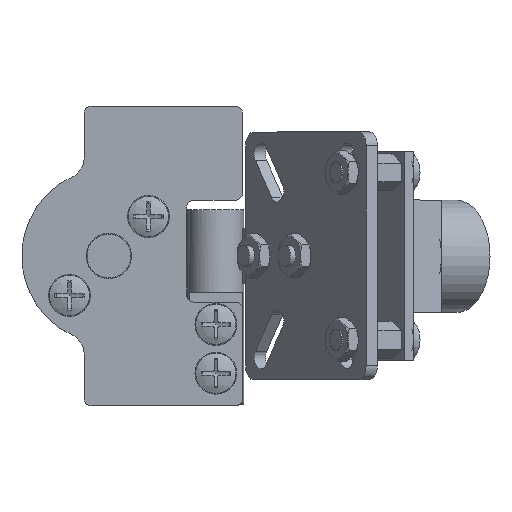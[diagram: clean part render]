
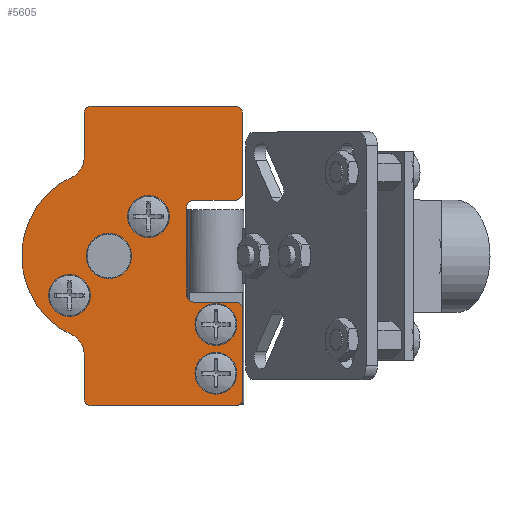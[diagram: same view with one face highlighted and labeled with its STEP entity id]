
A CAD part, top view. The second image highlights one B-rep face of the part: STEP entity #5605.
In plain terms, the highlighted planar face has unit normal (0, 0, 1).
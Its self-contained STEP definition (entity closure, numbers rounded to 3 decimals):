
#4442=CARTESIAN_POINT('',(13.912,-7.6,117.4));
#4443=VERTEX_POINT('',#4442);
#4450=CARTESIAN_POINT('',(13.912,-20.45,117.4));
#4451=VERTEX_POINT('',#4450);
#4452=CARTESIAN_POINT('',(13.912,-7.6,117.4));
#4453=DIRECTION('',(0.,-1.,0.));
#4454=VECTOR('',#4453,12.85);
#4455=LINE('',#4452,#4454);
#4456=EDGE_CURVE('',#4443,#4451,#4455,.T.);
#5041=CARTESIAN_POINT('',(-10.497,-11.33,117.4));
#5042=VERTEX_POINT('',#5041);
#5050=CARTESIAN_POINT('',(-8.764,-14.05,117.4));
#5051=VERTEX_POINT('',#5050);
#5058=CARTESIAN_POINT('',(-11.764,-14.05,117.4));
#5059=DIRECTION('',(1.,0.,0.));
#5060=DIRECTION('',(0.,0.,1.));
#5061=AXIS2_PLACEMENT_3D('',#5058,#5060,#5059);
#5062=CIRCLE('',#5061,3.);
#5063=EDGE_CURVE('',#5051,#5042,#5062,.T.);
#5075=CARTESIAN_POINT('',(-10.497,11.33,117.4));
#5076=VERTEX_POINT('',#5075);
#5077=CARTESIAN_POINT('',(-5.218,0.,117.4));
#5078=DIRECTION('',(-0.422,-0.906,0.));
#5079=DIRECTION('',(0.,0.,-1.));
#5080=AXIS2_PLACEMENT_3D('',#5077,#5079,#5078);
#5081=CIRCLE('',#5080,12.5);
#5082=EDGE_CURVE('',#5042,#5076,#5081,.T.);
#5098=CARTESIAN_POINT('',(-8.764,14.05,117.4));
#5099=VERTEX_POINT('',#5098);
#5108=CARTESIAN_POINT('',(-11.764,14.05,117.4));
#5109=DIRECTION('',(0.422,-0.906,0.));
#5110=DIRECTION('',(0.,0.,1.));
#5111=AXIS2_PLACEMENT_3D('',#5108,#5110,#5109);
#5112=CIRCLE('',#5111,3.);
#5113=EDGE_CURVE('',#5076,#5099,#5112,.T.);
#5123=CARTESIAN_POINT('',(-8.764,20.45,117.4));
#5124=VERTEX_POINT('',#5123);
#5133=CARTESIAN_POINT('',(-8.764,14.05,117.4));
#5134=DIRECTION('',(0.,1.,0.));
#5135=VECTOR('',#5134,6.4);
#5136=LINE('',#5133,#5135);
#5137=EDGE_CURVE('',#5099,#5124,#5136,.T.);
#5148=CARTESIAN_POINT('',(-7.764,21.45,117.4));
#5149=VERTEX_POINT('',#5148);
#5150=CARTESIAN_POINT('',(-7.764,20.45,117.4));
#5151=DIRECTION('',(-1.,0.,0.));
#5152=DIRECTION('',(0.,0.,-1.));
#5153=AXIS2_PLACEMENT_3D('',#5150,#5152,#5151);
#5154=CIRCLE('',#5153,1.);
#5155=EDGE_CURVE('',#5124,#5149,#5154,.T.);
#5174=CARTESIAN_POINT('',(12.912,21.45,117.4));
#5175=VERTEX_POINT('',#5174);
#5176=CARTESIAN_POINT('',(-7.764,21.45,117.4));
#5177=DIRECTION('',(1.,0.,0.));
#5178=VECTOR('',#5177,20.676);
#5179=LINE('',#5176,#5178);
#5180=EDGE_CURVE('',#5149,#5175,#5179,.T.);
#5197=CARTESIAN_POINT('',(13.912,20.45,117.4));
#5198=VERTEX_POINT('',#5197);
#5199=CARTESIAN_POINT('',(12.912,20.45,117.4));
#5200=DIRECTION('',(0.,1.,0.));
#5201=DIRECTION('',(0.,0.,-1.));
#5202=AXIS2_PLACEMENT_3D('',#5199,#5201,#5200);
#5203=CIRCLE('',#5202,1.);
#5204=EDGE_CURVE('',#5175,#5198,#5203,.T.);
#5223=CARTESIAN_POINT('',(13.912,9.,117.4));
#5224=VERTEX_POINT('',#5223);
#5225=CARTESIAN_POINT('',(13.912,20.45,117.4));
#5226=DIRECTION('',(0.,-1.,0.));
#5227=VECTOR('',#5226,11.45);
#5228=LINE('',#5225,#5227);
#5229=EDGE_CURVE('',#5198,#5224,#5228,.T.);
#5247=CARTESIAN_POINT('',(12.912,8.,117.4));
#5248=VERTEX_POINT('',#5247);
#5249=CARTESIAN_POINT('',(12.912,9.,117.4));
#5250=DIRECTION('',(1.,0.,0.));
#5251=DIRECTION('',(0.,0.,-1.));
#5252=AXIS2_PLACEMENT_3D('',#5249,#5251,#5250);
#5253=CIRCLE('',#5252,1.);
#5254=EDGE_CURVE('',#5224,#5248,#5253,.T.);
#5272=CARTESIAN_POINT('',(6.912,8.,117.4));
#5273=VERTEX_POINT('',#5272);
#5274=CARTESIAN_POINT('',(12.912,8.,117.4));
#5275=DIRECTION('',(-1.,0.,0.));
#5276=VECTOR('',#5275,6.);
#5277=LINE('',#5274,#5276);
#5278=EDGE_CURVE('',#5248,#5273,#5277,.T.);
#5294=CARTESIAN_POINT('',(5.912,7.,117.4));
#5295=VERTEX_POINT('',#5294);
#5304=CARTESIAN_POINT('',(6.912,7.,117.4));
#5305=DIRECTION('',(0.,1.,0.));
#5306=DIRECTION('',(0.,0.,1.));
#5307=AXIS2_PLACEMENT_3D('',#5304,#5306,#5305);
#5308=CIRCLE('',#5307,1.);
#5309=EDGE_CURVE('',#5273,#5295,#5308,.T.);
#5321=CARTESIAN_POINT('',(5.912,-5.6,117.4));
#5322=VERTEX_POINT('',#5321);
#5323=CARTESIAN_POINT('',(5.912,7.,117.4));
#5324=DIRECTION('',(0.,-1.,0.));
#5325=VECTOR('',#5324,12.6);
#5326=LINE('',#5323,#5325);
#5327=EDGE_CURVE('',#5295,#5322,#5326,.T.);
#5343=CARTESIAN_POINT('',(6.912,-6.6,117.4));
#5344=VERTEX_POINT('',#5343);
#5354=CARTESIAN_POINT('',(6.912,-5.6,117.4));
#5355=DIRECTION('',(-1.,0.,0.));
#5356=DIRECTION('',(0.,0.,1.));
#5357=AXIS2_PLACEMENT_3D('',#5354,#5356,#5355);
#5358=CIRCLE('',#5357,1.);
#5359=EDGE_CURVE('',#5322,#5344,#5358,.T.);
#5372=CARTESIAN_POINT('',(12.912,-21.45,117.4));
#5373=VERTEX_POINT('',#5372);
#5374=CARTESIAN_POINT('',(12.912,-20.45,117.4));
#5375=DIRECTION('',(1.,0.,0.));
#5376=DIRECTION('',(0.,0.,-1.));
#5377=AXIS2_PLACEMENT_3D('',#5374,#5376,#5375);
#5378=CIRCLE('',#5377,1.);
#5379=EDGE_CURVE('',#4451,#5373,#5378,.T.);
#5397=CARTESIAN_POINT('',(-7.764,-21.45,117.4));
#5398=VERTEX_POINT('',#5397);
#5399=CARTESIAN_POINT('',(12.912,-21.45,117.4));
#5400=DIRECTION('',(-1.,0.,0.));
#5401=VECTOR('',#5400,20.676);
#5402=LINE('',#5399,#5401);
#5403=EDGE_CURVE('',#5373,#5398,#5402,.T.);
#5419=CARTESIAN_POINT('',(-8.764,-20.45,117.4));
#5420=VERTEX_POINT('',#5419);
#5429=CARTESIAN_POINT('',(-7.764,-20.45,117.4));
#5430=DIRECTION('',(0.,-1.,0.));
#5431=DIRECTION('',(0.,0.,-1.));
#5432=AXIS2_PLACEMENT_3D('',#5429,#5431,#5430);
#5433=CIRCLE('',#5432,1.);
#5434=EDGE_CURVE('',#5398,#5420,#5433,.T.);
#5446=CARTESIAN_POINT('',(-8.764,-20.45,117.4));
#5447=DIRECTION('',(0.,1.,0.));
#5448=VECTOR('',#5447,6.4);
#5449=LINE('',#5446,#5448);
#5450=EDGE_CURVE('',#5420,#5051,#5449,.T.);
#5488=CARTESIAN_POINT('',(12.912,-6.6,117.4));
#5489=VERTEX_POINT('',#5488);
#5490=CARTESIAN_POINT('',(6.912,-6.6,117.4));
#5491=DIRECTION('',(1.,0.,0.));
#5492=VECTOR('',#5491,6.);
#5493=LINE('',#5490,#5492);
#5494=EDGE_CURVE('',#5344,#5489,#5493,.T.);
#5511=CARTESIAN_POINT('',(12.912,-7.6,117.4));
#5512=DIRECTION('',(0.,1.,0.));
#5513=DIRECTION('',(0.,0.,-1.));
#5514=AXIS2_PLACEMENT_3D('',#5511,#5513,#5512);
#5515=CIRCLE('',#5514,1.);
#5516=EDGE_CURVE('',#5489,#4443,#5515,.T.);
#5523=CARTESIAN_POINT('',(-1.903,0.,117.4));
#5524=DIRECTION('',(0.,1.,0.));
#5525=DIRECTION('',(0.,0.,1.));
#5526=AXIS2_PLACEMENT_3D('',#5523,#5525,#5524);
#5527=PLANE('',#5526);
#5528=ORIENTED_EDGE('',*,*,#5450,.F.);
#5529=ORIENTED_EDGE('',*,*,#5434,.F.);
#5530=ORIENTED_EDGE('',*,*,#5403,.F.);
#5531=ORIENTED_EDGE('',*,*,#5379,.F.);
#5532=ORIENTED_EDGE('',*,*,#4456,.F.);
#5533=ORIENTED_EDGE('',*,*,#5516,.F.);
#5534=ORIENTED_EDGE('',*,*,#5494,.F.);
#5535=ORIENTED_EDGE('',*,*,#5359,.F.);
#5536=ORIENTED_EDGE('',*,*,#5327,.F.);
#5537=ORIENTED_EDGE('',*,*,#5309,.F.);
#5538=ORIENTED_EDGE('',*,*,#5278,.F.);
#5539=ORIENTED_EDGE('',*,*,#5254,.F.);
#5540=ORIENTED_EDGE('',*,*,#5229,.F.);
#5541=ORIENTED_EDGE('',*,*,#5204,.F.);
#5542=ORIENTED_EDGE('',*,*,#5180,.F.);
#5543=ORIENTED_EDGE('',*,*,#5155,.F.);
#5544=ORIENTED_EDGE('',*,*,#5137,.F.);
#5545=ORIENTED_EDGE('',*,*,#5113,.F.);
#5546=ORIENTED_EDGE('',*,*,#5082,.F.);
#5547=ORIENTED_EDGE('',*,*,#5063,.F.);
#5548=EDGE_LOOP('',(#5528,#5529,#5530,#5531,#5532,#5533,#5534,#5535,#5536,#5537,#5538,#5539,#5540,#5541,#5542,#5543,#5544,#5545,#5546,#5547));
#5549=FACE_OUTER_BOUND('',#5548,.T.);
#5550=CARTESIAN_POINT('',(-5.218,3.25,117.4));
#5551=VERTEX_POINT('',#5550);
#5552=CARTESIAN_POINT('',(-5.218,0.,117.4));
#5553=DIRECTION('',(0.,1.,0.));
#5554=DIRECTION('',(0.,0.,-1.));
#5555=AXIS2_PLACEMENT_3D('',#5552,#5554,#5553);
#5556=CIRCLE('',#5555,3.25);
#5557=EDGE_CURVE('',#5551,#5551,#5556,.T.);
#5558=ORIENTED_EDGE('',*,*,#5557,.T.);
#5559=EDGE_LOOP('',(#5558));
#5560=FACE_BOUND('',#5559,.T.);
#5561=CARTESIAN_POINT('',(13.112,-16.8,117.4));
#5562=VERTEX_POINT('',#5561);
#5563=CARTESIAN_POINT('',(10.112,-16.8,117.4));
#5564=DIRECTION('',(1.,0.,0.));
#5565=DIRECTION('',(0.,0.,-1.));
#5566=AXIS2_PLACEMENT_3D('',#5563,#5565,#5564);
#5567=CIRCLE('',#5566,3.);
#5568=EDGE_CURVE('',#5562,#5562,#5567,.T.);
#5569=ORIENTED_EDGE('',*,*,#5568,.T.);
#5570=EDGE_LOOP('',(#5569));
#5571=FACE_BOUND('',#5570,.T.);
#5572=CARTESIAN_POINT('',(-13.875,-5.657,117.4));
#5573=VERTEX_POINT('',#5572);
#5574=CARTESIAN_POINT('',(-10.875,-5.657,117.4));
#5575=DIRECTION('',(-1.,0.,0.));
#5576=DIRECTION('',(0.,0.,-1.));
#5577=AXIS2_PLACEMENT_3D('',#5574,#5576,#5575);
#5578=CIRCLE('',#5577,3.);
#5579=EDGE_CURVE('',#5573,#5573,#5578,.T.);
#5580=ORIENTED_EDGE('',*,*,#5579,.T.);
#5581=EDGE_LOOP('',(#5580));
#5582=FACE_BOUND('',#5581,.T.);
#5583=CARTESIAN_POINT('',(13.112,-9.8,117.4));
#5584=VERTEX_POINT('',#5583);
#5585=CARTESIAN_POINT('',(10.112,-9.8,117.4));
#5586=DIRECTION('',(1.,0.,0.));
#5587=DIRECTION('',(0.,0.,-1.));
#5588=AXIS2_PLACEMENT_3D('',#5585,#5587,#5586);
#5589=CIRCLE('',#5588,3.);
#5590=EDGE_CURVE('',#5584,#5584,#5589,.T.);
#5591=ORIENTED_EDGE('',*,*,#5590,.T.);
#5592=EDGE_LOOP('',(#5591));
#5593=FACE_BOUND('',#5592,.T.);
#5594=CARTESIAN_POINT('',(3.439,5.657,117.4));
#5595=VERTEX_POINT('',#5594);
#5596=CARTESIAN_POINT('',(0.439,5.657,117.4));
#5597=DIRECTION('',(1.,0.,0.));
#5598=DIRECTION('',(0.,0.,-1.));
#5599=AXIS2_PLACEMENT_3D('',#5596,#5598,#5597);
#5600=CIRCLE('',#5599,3.);
#5601=EDGE_CURVE('',#5595,#5595,#5600,.T.);
#5602=ORIENTED_EDGE('',*,*,#5601,.T.);
#5603=EDGE_LOOP('',(#5602));
#5604=FACE_BOUND('',#5603,.T.);
#5605=ADVANCED_FACE('',(#5549,#5560,#5571,#5582,#5593,#5604),#5527,.T.);
